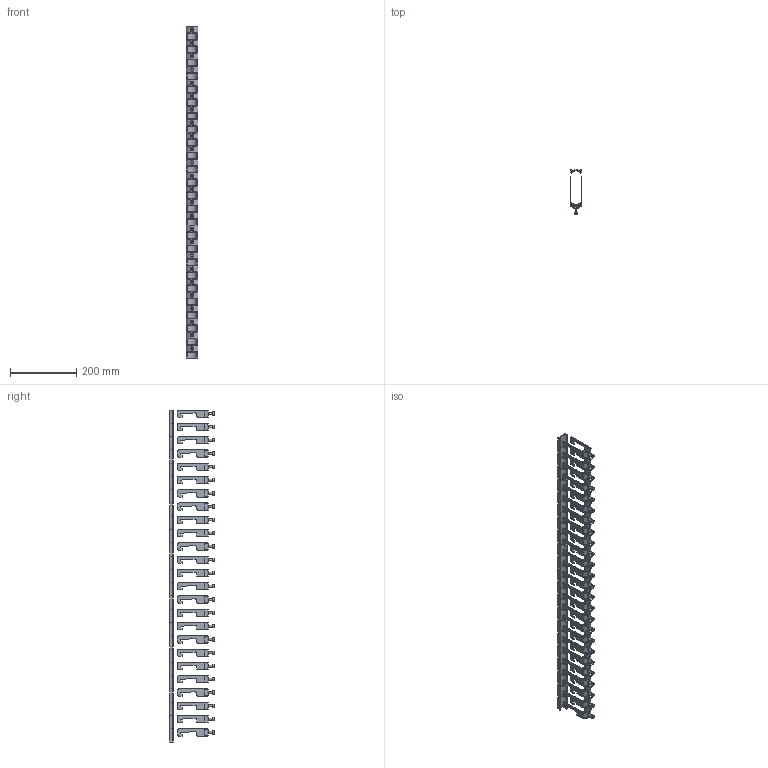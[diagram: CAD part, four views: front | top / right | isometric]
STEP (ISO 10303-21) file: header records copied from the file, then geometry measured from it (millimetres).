
FILE_DESCRIPTION (( 'STEP AP203' ), '1' );
FILE_NAME ('U6125703020 Çàæèì äëÿ êàáåëüíûõ øèí 26-30 (000.801.538).STEP', '2022-04-25T12:57:04', ( '' ), ( '' ), 'SwSTEP 2.0', 'SolidWorks 2017', '' );
FILE_SCHEMA (( 'CONFIG_CONTROL_DESIGN' ));
Length unit declared in the file: millimetre
Products named in the file (4): 2355_000_P2; U6125703020 Çàæèì äëÿ êàáåëüíûõ øèí 26-30 (000.801.538); 2355_000_P1; Çàæèì äëÿ êàáåëüíûõ øèí 26-30 USOLA
Assembly tree (27 placements, depth 3):
  U6125703020 Çàæèì äëÿ êàáåëüíûõ øèí 26-30 (000.801.538)
    Çàæèì äëÿ êàáåëüíûõ øèí 26-30 USOLA  x25
      2355_000_P1
      2355_000_P2
Bounding box: 34 x 134 x 999.8 mm (x, y, z)
Volume: 300582.4 mm3; surface area: 358932.3 mm2
Topology: 50 solids, 50 shells, 2575 faces, 6675 edges, 4350 vertices
Faces by surface type: plane 1300, cylinder 800, cone 350, torus 125
Entity records: 4564 total; most frequent: CARTESIAN_POINT 875, DIRECTION 582, ORIENTED_EDGE 534, EDGE_CURVE 267, AXIS2_PLACEMENT_3D 215, VERTEX_POINT 174, VECTOR 152, LINE 152
